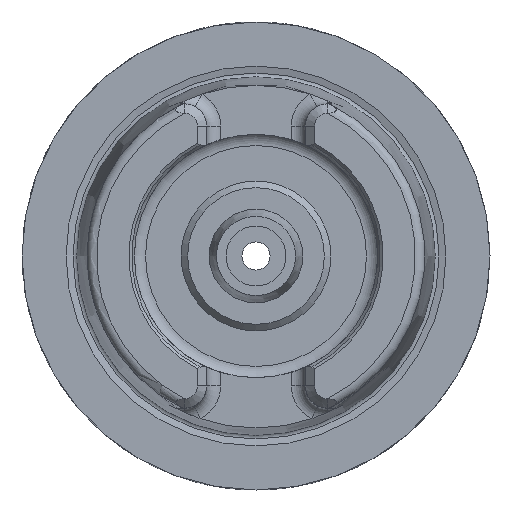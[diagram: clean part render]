
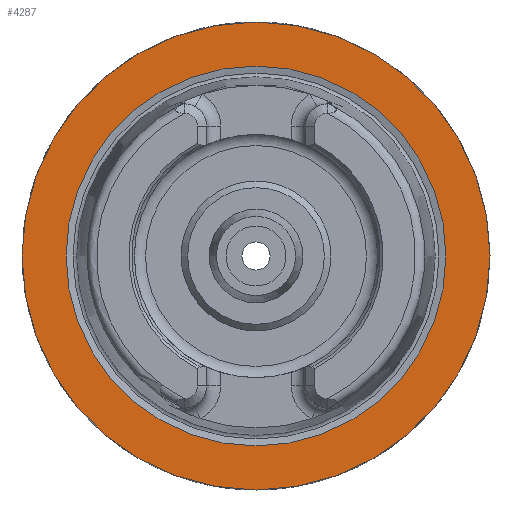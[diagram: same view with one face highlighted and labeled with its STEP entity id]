
A CAD part, left-side view. The second image highlights one B-rep face of the part: STEP entity #4287.
In plain terms, the highlighted planar face has unit normal (-1, 0, 0).
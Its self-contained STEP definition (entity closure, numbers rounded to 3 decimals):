
#2118=CARTESIAN_POINT('',(0.0,25.,0.0));
#2119=VERTEX_POINT('',#2118);
#2120=CARTESIAN_POINT('',(0.0,0.0,0.0));
#2121=DIRECTION('',(1.0,0.0,0.0));
#2122=DIRECTION('',(0.0,1.0,0.0));
#2123=AXIS2_PLACEMENT_3D('',#2120,#2121,#2122);
#2124=CIRCLE('',#2123,25.);
#2125=EDGE_CURVE('',#2119,#2119,#2124,.T.);
#4261=CARTESIAN_POINT('',(0.0,20.296,0.0));
#4262=VERTEX_POINT('',#4261);
#4263=CARTESIAN_POINT('',(0.0,0.0,0.0));
#4264=DIRECTION('',(1.0,0.0,0.0));
#4265=DIRECTION('',(0.0,1.0,0.0));
#4266=AXIS2_PLACEMENT_3D('',#4263,#4264,#4265);
#4267=CIRCLE('',#4266,20.296);
#4268=EDGE_CURVE('',#4262,#4262,#4267,.T.);
#4276=CARTESIAN_POINT('',(0.0,22.648,0.0));
#4277=DIRECTION('',(-1.0,0.0,0.0));
#4278=DIRECTION('',(0.0,0.0,1.0));
#4279=AXIS2_PLACEMENT_3D('',#4276,#4277,#4278);
#4280=PLANE('',#4279);
#4281=ORIENTED_EDGE('',*,*,#2125,.F.);
#4282=EDGE_LOOP('',(#4281));
#4283=FACE_OUTER_BOUND('',#4282,.T.);
#4284=ORIENTED_EDGE('',*,*,#4268,.T.);
#4285=EDGE_LOOP('',(#4284));
#4286=FACE_BOUND('',#4285,.T.);
#4287=ADVANCED_FACE('',(#4283,#4286),#4280,.T.);
